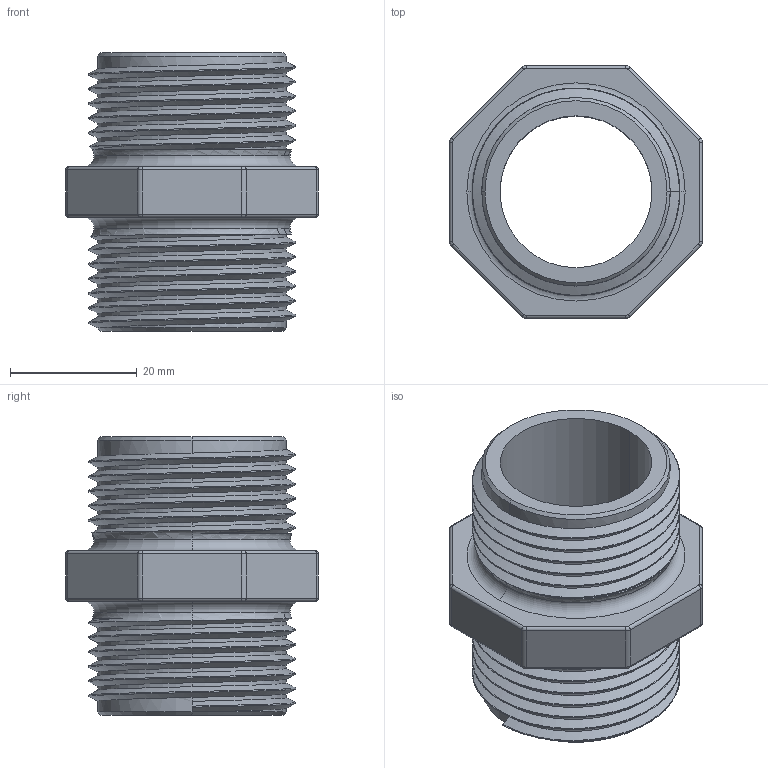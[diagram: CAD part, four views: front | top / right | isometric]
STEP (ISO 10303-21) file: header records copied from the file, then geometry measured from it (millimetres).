
FILE_DESCRIPTION (( 'STEP AP214' ), '1' );
FILE_NAME ('1.STEP', '2024-04-28T08:41:48', ( '' ), ( '' ), 'SwSTEP 2.0', 'SolidWorks 2014', '' );
FILE_SCHEMA (( 'AUTOMOTIVE_DESIGN' ));
Length unit declared in the file: millimetre
Products named in the file (1): 1
Bounding box: 40 x 40 x 44 mm (x, y, z)
Volume: 17756.7 mm3; surface area: 11394.3 mm2
Topology: 1 solids, 1 shells, 103 faces, 252 edges, 153 vertices
Faces by surface type: cylinder 53, torus 24, plane 16, bspline 6, cone 4
Entity records: 9641 total; most frequent: CARTESIAN_POINT 7321, ORIENTED_EDGE 504, DIRECTION 479, EDGE_CURVE 252, AXIS2_PLACEMENT_3D 198, VERTEX_POINT 153, EDGE_LOOP 107, FACE_OUTER_BOUND 103
